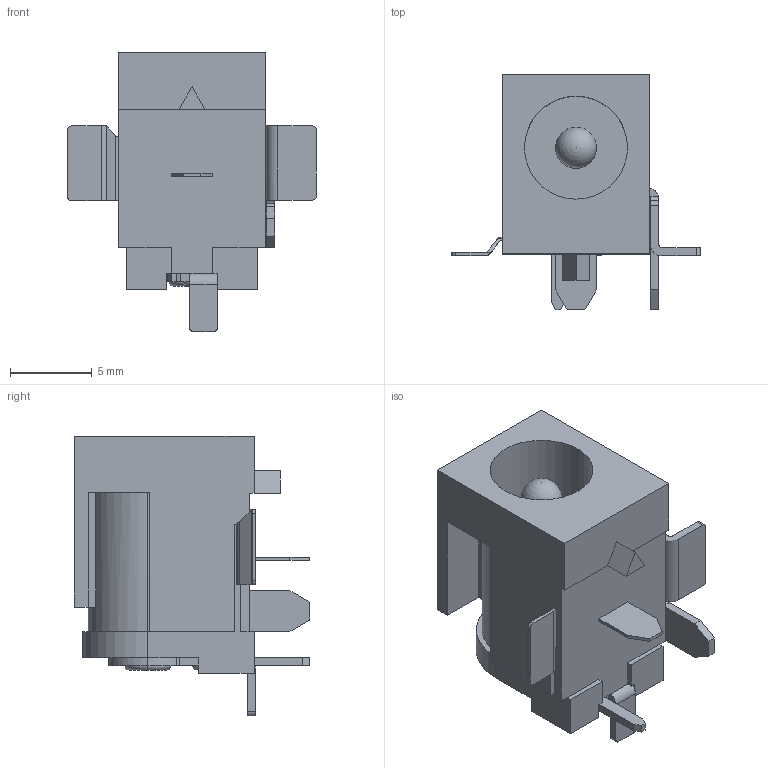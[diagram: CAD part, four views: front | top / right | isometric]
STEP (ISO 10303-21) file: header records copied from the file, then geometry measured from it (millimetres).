
FILE_DESCRIPTION (( 'STEP AP214' ), '1' );
FILE_NAME ('57743FDC-FF29-4AD4-8BE1-587F513DE278.STEP', '2025-01-30T06:41:37', ( '' ), ( '' ), 'SwSTEP 2.0', 'SolidWorks 2022', '' );
FILE_SCHEMA (( 'AUTOMOTIVE_DESIGN' ));
Length unit declared in the file: inch
Products named in the file (1): 57743FDC-FF29-4AD4-8BE1-587F513DE278
Bounding box: 15.2 x 14.4 x 17.1 mm (x, y, z)
Volume: 995.1 mm3; surface area: 1341.4 mm2
Topology: 4 solids, 4 shells, 140 faces, 376 edges, 248 vertices
Faces by surface type: plane 101, cylinder 34, torus 4, sphere 1
Entity records: 6030 total; most frequent: CARTESIAN_POINT 798, ORIENTED_EDGE 748, DIRECTION 727, EDGE_CURVE 374, VECTOR 287, LINE 287, VERTEX_POINT 247, AXIS2_PLACEMENT_3D 220
